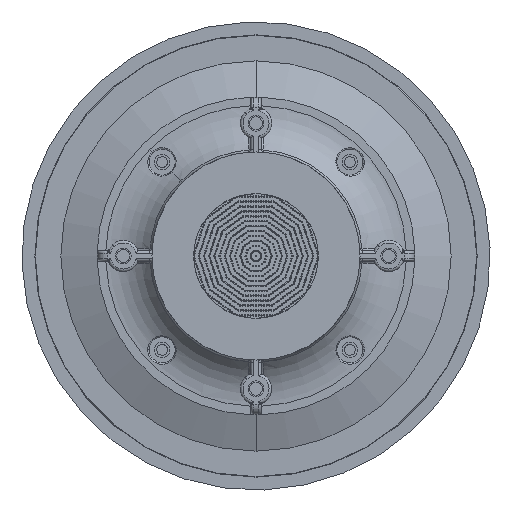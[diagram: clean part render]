
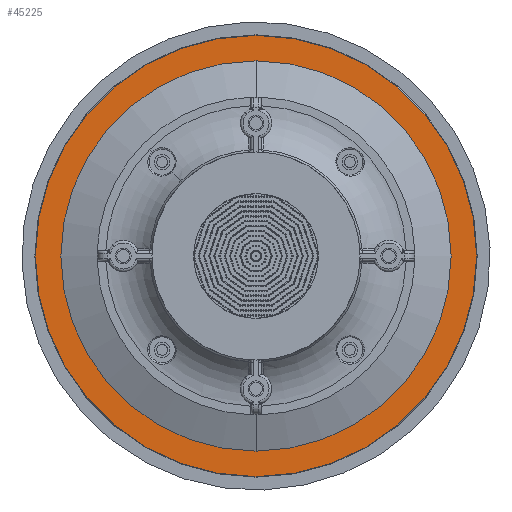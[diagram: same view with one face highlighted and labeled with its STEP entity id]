
A CAD part, front view. The second image highlights one B-rep face of the part: STEP entity #45225.
In plain terms, the highlighted planar face has unit normal (0, -1, 0).
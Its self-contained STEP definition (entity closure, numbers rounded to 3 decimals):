
#3316 = AXIS2_PLACEMENT_3D ( 'NONE', #25366, #92499, #50700 ) ;
#8857 = CARTESIAN_POINT ( 'NONE',  ( 0., -7., 0. ) ) ;
#8869 = EDGE_CURVE ( 'NONE', #18811, #59234, #33159, .T. ) ;
#10058 = EDGE_LOOP ( 'NONE', ( #45681, #16239 ) ) ;
#13189 = CIRCLE ( 'NONE', #67723, 84.8 ) ;
#16239 = ORIENTED_EDGE ( 'NONE', *, *, #8869, .T. ) ;
#18811 = VERTEX_POINT ( 'NONE', #33331 ) ;
#18840 = AXIS2_PLACEMENT_3D ( 'NONE', #36238, #40580, #32295 ) ;
#24391 = CIRCLE ( 'NONE', #33207, 75. ) ;
#25366 = CARTESIAN_POINT ( 'NONE',  ( 0., -7., 0. ) ) ;
#26399 = CARTESIAN_POINT ( 'NONE',  ( 0., -7., 0. ) ) ;
#26981 = EDGE_CURVE ( 'NONE', #76902, #55473, #24391, .T. ) ;
#32295 = DIRECTION ( 'NONE',  ( 0., 0., -1. ) ) ;
#33159 = CIRCLE ( 'NONE', #36722, 84.8 ) ;
#33207 = AXIS2_PLACEMENT_3D ( 'NONE', #78516, #86248, #88387 ) ;
#33331 = CARTESIAN_POINT ( 'NONE',  ( 0., -7., -84.8 ) ) ;
#36238 = CARTESIAN_POINT ( 'NONE',  ( -85., -7., 0. ) ) ;
#36722 = AXIS2_PLACEMENT_3D ( 'NONE', #8857, #74964, #42561 ) ;
#38313 = CARTESIAN_POINT ( 'NONE',  ( 0., -7., 84.8 ) ) ;
#40355 = CIRCLE ( 'NONE', #3316, 75. ) ;
#40580 = DIRECTION ( 'NONE',  ( 0., -1., 0. ) ) ;
#42561 = DIRECTION ( 'NONE',  ( 0., 0., -1. ) ) ;
#43509 = DIRECTION ( 'NONE',  ( 0., 0., -1. ) ) ;
#45225 = ADVANCED_FACE ( 'NONE', ( #53255, #70822 ), #54327, .T. ) ;
#45681 = ORIENTED_EDGE ( 'NONE', *, *, #75834, .T. ) ;
#50700 = DIRECTION ( 'NONE',  ( 0., 0., 1. ) ) ;
#53255 = FACE_OUTER_BOUND ( 'NONE', #10058, .T. ) ;
#54327 = PLANE ( 'NONE',  #18840 ) ;
#55473 = VERTEX_POINT ( 'NONE', #70511 ) ;
#59234 = VERTEX_POINT ( 'NONE', #38313 ) ;
#60545 = ORIENTED_EDGE ( 'NONE', *, *, #26981, .T. ) ;
#67723 = AXIS2_PLACEMENT_3D ( 'NONE', #26399, #83646, #43509 ) ;
#70511 = CARTESIAN_POINT ( 'NONE',  ( 0., -7., 75. ) ) ;
#70822 = FACE_BOUND ( 'NONE', #81563, .T. ) ;
#74964 = DIRECTION ( 'NONE',  ( 0., -1., 0. ) ) ;
#75834 = EDGE_CURVE ( 'NONE', #59234, #18811, #13189, .T. ) ;
#76902 = VERTEX_POINT ( 'NONE', #109015 ) ;
#78516 = CARTESIAN_POINT ( 'NONE',  ( 0., -7., 0. ) ) ;
#81563 = EDGE_LOOP ( 'NONE', ( #88371, #60545 ) ) ;
#83646 = DIRECTION ( 'NONE',  ( 0., -1., 0. ) ) ;
#86248 = DIRECTION ( 'NONE',  ( 0., 1., 0. ) ) ;
#88371 = ORIENTED_EDGE ( 'NONE', *, *, #103830, .T. ) ;
#88387 = DIRECTION ( 'NONE',  ( 0., 0., 1. ) ) ;
#92499 = DIRECTION ( 'NONE',  ( 0., 1., 0. ) ) ;
#103830 = EDGE_CURVE ( 'NONE', #55473, #76902, #40355, .T. ) ;
#109015 = CARTESIAN_POINT ( 'NONE',  ( 0., -7., -75. ) ) ;
